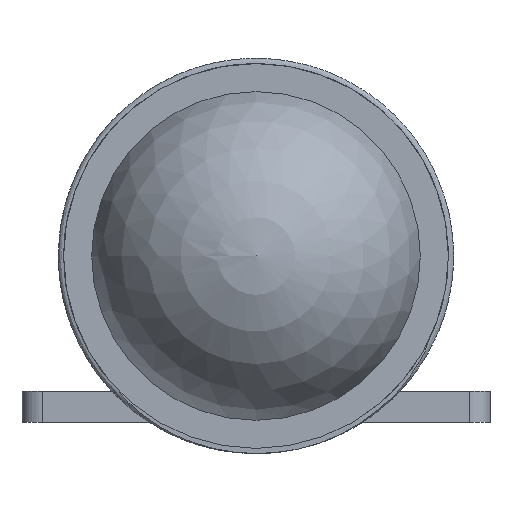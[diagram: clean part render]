
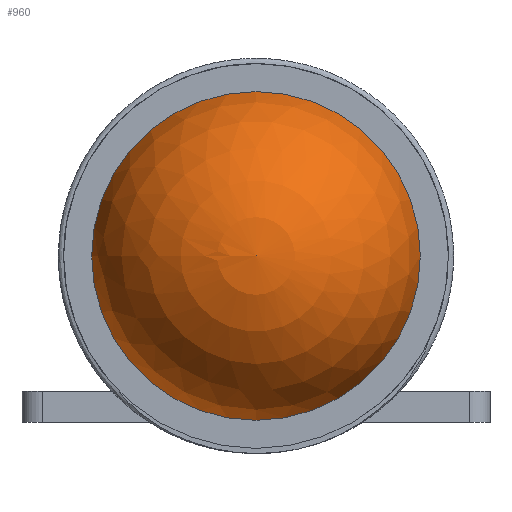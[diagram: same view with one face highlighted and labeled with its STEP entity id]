
A CAD part, front view. The second image highlights one B-rep face of the part: STEP entity #960.
In plain terms, the highlighted spherical face has radius 32 mm.
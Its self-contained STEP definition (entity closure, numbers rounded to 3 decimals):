
#22=SPHERICAL_SURFACE('',#1097,32.);
#123=FACE_OUTER_BOUND('',#197,.T.);
#197=EDGE_LOOP('',(#877,#878,#879));
#262=CIRCLE('',#1092,31.607);
#264=CIRCLE('',#1098,32.);
#478=VERTEX_POINT('',#1929);
#480=VERTEX_POINT('',#1938);
#610=EDGE_CURVE('',#478,#478,#262,.T.);
#613=EDGE_CURVE('',#480,#478,#264,.T.);
#877=ORIENTED_EDGE('',*,*,#610,.T.);
#878=ORIENTED_EDGE('',*,*,#613,.F.);
#879=ORIENTED_EDGE('',*,*,#613,.T.);
#960=ADVANCED_FACE('',(#123),#22,.T.);
#1092=AXIS2_PLACEMENT_3D('',#1930,#1393,#1394);
#1097=AXIS2_PLACEMENT_3D('',#1937,#1404,#1405);
#1098=AXIS2_PLACEMENT_3D('',#1939,#1406,#1407);
#1393=DIRECTION('center_axis',(0.,-1.,0.));
#1394=DIRECTION('ref_axis',(0.,0.,1.));
#1404=DIRECTION('center_axis',(0.,-1.,0.));
#1405=DIRECTION('ref_axis',(1.,0.,0.));
#1406=DIRECTION('center_axis',(0.,0.,-1.));
#1407=DIRECTION('ref_axis',(-1.,0.,0.));
#1929=CARTESIAN_POINT('',(-31.607,-5.,0.));
#1930=CARTESIAN_POINT('Origin',(0.,-5.,0.));
#1937=CARTESIAN_POINT('Origin',(0.,0.,0.));
#1938=CARTESIAN_POINT('',(0.,-32.,0.));
#1939=CARTESIAN_POINT('Origin',(0.,0.,0.));
